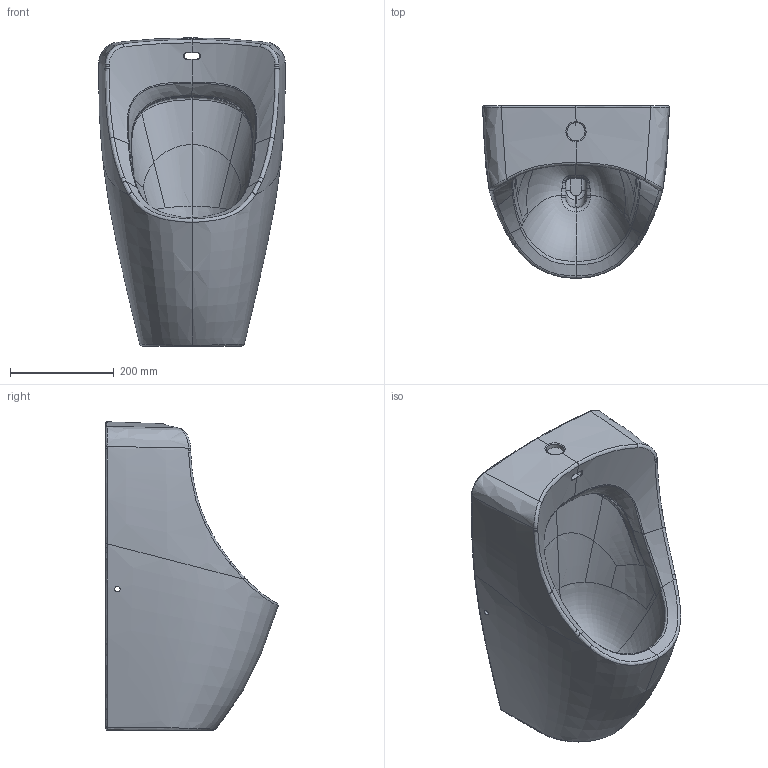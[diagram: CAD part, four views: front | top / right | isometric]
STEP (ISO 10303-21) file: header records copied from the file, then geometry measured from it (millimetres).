
FILE_DESCRIPTION(/* description */ (''),/* implementation_level */ '2;1');
FILE_NAME(/* name */ '1383 yeni sensorlu pisuar.stp',/* time_stamp */ '2016-12-27T09:09:52+03:00',/* author */ (''),/* organization */ (''),/* preprocessor_version */ 'ST-DEVELOPER v16',/* originating_system */ 'SIEMENS PLM Software NX 10.0',/* authorisation */ '');
FILE_SCHEMA (('AP203_CONFIGURATION_CONTROLLED_3D_DESIGN_OF_MECHANICAL_PARTS_AND_ASSEMBLIES_MIM_LF { 1 0 10303 403 2 1 2}'));
Products named in the file (1): Cosk106CAD83tv5b
Bounding box: 359.94 x 332.39 x 595.31 mm (x, y, z)
Volume: 17719082.8 mm3; surface area: 1088428.1 mm2
Topology: 1 solids, 1 shells, 632 faces, 1541 edges, 883 vertices
Faces by surface type: bspline 560, cylinder 31, plane 28, sphere 6, torus 4, extrusion 2, cone 1
Full cylindrical faces by diameter (mm): 35 x1
Entity records: 85228 total; most frequent: CARTESIAN_POINT 74727, ORIENTED_EDGE 3012, EDGE_CURVE 1506, B_SPLINE_CURVE_WITH_KNOTS 1078, DIRECTION 912, VERTEX_POINT 880, EDGE_LOOP 642, ADVANCED_FACE 632
